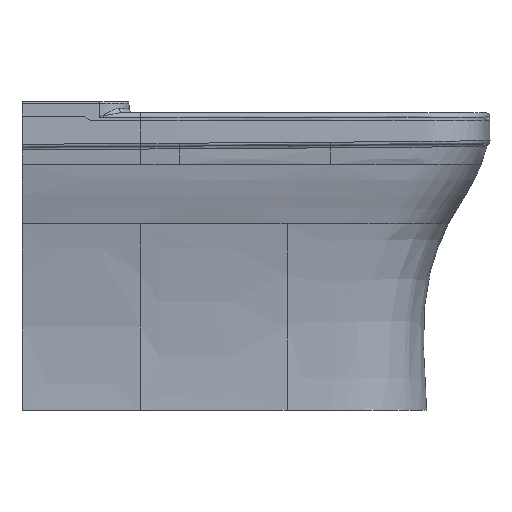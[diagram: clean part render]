
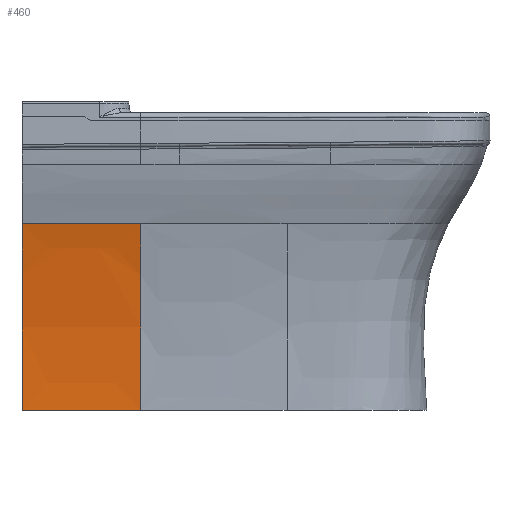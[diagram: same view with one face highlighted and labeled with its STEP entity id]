
A CAD part, left-side view. The second image highlights one B-rep face of the part: STEP entity #460.
In plain terms, the highlighted face is a extrusion surface.
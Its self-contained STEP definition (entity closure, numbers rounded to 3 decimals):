
#123=SURFACE_OF_LINEAR_EXTRUSION('',#3199,#1079);
#460=ADVANCED_FACE('',(#694),#123,.F.);
#694=FACE_OUTER_BOUND('',#910,.T.);
#910=EDGE_LOOP('',(#1618,#1619,#1620,#1621));
#1079=VECTOR('',#3604,1.);
#1618=ORIENTED_EDGE('',*,*,#2463,.F.);
#1619=ORIENTED_EDGE('',*,*,#2465,.F.);
#1620=ORIENTED_EDGE('',*,*,#2753,.T.);
#1621=ORIENTED_EDGE('',*,*,#2754,.T.);
#2137=VERTEX_POINT('',#3858);
#2138=VERTEX_POINT('',#3871);
#2139=VERTEX_POINT('',#3888);
#2336=VERTEX_POINT('',#16787);
#2463=EDGE_CURVE('',#2137,#2138,#2975,.T.);
#2465=EDGE_CURVE('',#2139,#2137,#2977,.T.);
#2753=EDGE_CURVE('',#2139,#2336,#3197,.T.);
#2754=EDGE_CURVE('',#2336,#2138,#3198,.T.);
#2975=B_SPLINE_CURVE_WITH_KNOTS('',3,(#3859,#3860,#3861,#3862,#3863,#3864,
#3865,#3866,#3867,#3868,#3869,#3870),.UNSPECIFIED.,.F.,.F.,(4,2,2,2,2,4),
(0.,0.125,0.25,0.5,0.75,1.),.UNSPECIFIED.);
#2977=B_SPLINE_CURVE_WITH_KNOTS('',3,(#3884,#3885,#3886,#3887),
 .UNSPECIFIED.,.F.,.F.,(4,4),(0.,1.),.UNSPECIFIED.);
#3197=B_SPLINE_CURVE_WITH_KNOTS('',3,(#16770,#16771,#16772,#16773,#16774,
#16775,#16776,#16777,#16778,#16779,#16780,#16781,#16782,#16783,#16784,#16785,
#16786),.UNSPECIFIED.,.F.,.F.,(4,3,1,1,1,1,1,1,1,1,1,1,4),(0.,0.,
0.036,0.054,0.072,0.109,
0.145,0.29,0.434,0.579,
0.724,0.869,1.),.UNSPECIFIED.);
#3198=B_SPLINE_CURVE_WITH_KNOTS('',1,(#16788,#16789),.UNSPECIFIED.,.F.,
 .F.,(2,2),(0.,1.),.UNSPECIFIED.);
#3199=B_SPLINE_CURVE_WITH_KNOTS('',3,(#16790,#16791,#16792,#16793,#16794,
#16795,#16796,#16797,#16798,#16799,#16800,#16801,#16802,#16803,#16804,#16805,
#16806,#16807,#16808),.UNSPECIFIED.,.F.,.F.,(4,1,1,1,1,1,1,1,1,1,1,1,1,
3,4),(0.,0.062,0.124,0.248,0.371,
0.495,0.619,0.743,0.866,
0.897,0.928,0.944,0.959,
0.99,1.),.UNSPECIFIED.);
#3604=DIRECTION('',(0.,1.,0.));
#3858=CARTESIAN_POINT('',(-132.628,-94.809,-449.179));
#3859=CARTESIAN_POINT('',(-132.628,-94.809,-449.179));
#3860=CARTESIAN_POINT('',(-132.325,-94.809,-438.642));
#3861=CARTESIAN_POINT('',(-132.089,-94.809,-428.105));
#3862=CARTESIAN_POINT('',(-132.146,-94.809,-407.035));
#3863=CARTESIAN_POINT('',(-132.361,-94.809,-396.502));
#3864=CARTESIAN_POINT('',(-133.488,-94.809,-364.906));
#3865=CARTESIAN_POINT('',(-134.862,-94.809,-343.863));
#3866=CARTESIAN_POINT('',(-138.718,-94.809,-301.889));
#3867=CARTESIAN_POINT('',(-141.187,-94.809,-280.941));
#3868=CARTESIAN_POINT('',(-147.325,-94.809,-239.306));
#3869=CARTESIAN_POINT('',(-150.981,-94.809,-218.596));
#3870=CARTESIAN_POINT('',(-155.458,-94.809,-198.037));
#3871=CARTESIAN_POINT('',(-155.458,-94.809,-198.037));
#3884=CARTESIAN_POINT('',(-132.625,-254.789,-449.097));
#3885=CARTESIAN_POINT('',(-132.626,-201.462,-449.124));
#3886=CARTESIAN_POINT('',(-132.627,-148.136,-449.152));
#3887=CARTESIAN_POINT('',(-132.628,-94.809,-449.179));
#3888=CARTESIAN_POINT('',(-132.625,-254.789,-449.097));
#16770=CARTESIAN_POINT('',(-132.625,-254.789,-449.097));
#16771=CARTESIAN_POINT('',(-132.625,-254.789,-449.097));
#16772=CARTESIAN_POINT('',(-132.625,-254.789,-449.097));
#16773=CARTESIAN_POINT('',(-132.625,-254.789,-449.097));
#16774=CARTESIAN_POINT('',(-132.538,-254.789,-446.049));
#16775=CARTESIAN_POINT('',(-132.408,-254.789,-441.477));
#16776=CARTESIAN_POINT('',(-132.266,-254.789,-435.379));
#16777=CARTESIAN_POINT('',(-132.156,-254.789,-429.282));
#16778=CARTESIAN_POINT('',(-132.1,-254.789,-421.658));
#16779=CARTESIAN_POINT('',(-132.16,-254.789,-403.362));
#16780=CARTESIAN_POINT('',(-132.939,-254.789,-375.924));
#16781=CARTESIAN_POINT('',(-135.197,-254.789,-339.397));
#16782=CARTESIAN_POINT('',(-138.604,-254.789,-302.959));
#16783=CARTESIAN_POINT('',(-143.108,-254.789,-266.639));
#16784=CARTESIAN_POINT('',(-148.651,-254.789,-231.635));
#16785=CARTESIAN_POINT('',(-153.109,-254.789,-208.824));
#16786=CARTESIAN_POINT('',(-155.458,-254.789,-198.037));
#16787=CARTESIAN_POINT('',(-155.458,-254.798,-198.037));
#16788=CARTESIAN_POINT('',(-155.458,-254.811,-198.037));
#16789=CARTESIAN_POINT('',(-155.458,-94.809,-198.037));
#16790=CARTESIAN_POINT('',(-165.098,-254.793,-159.156));
#16791=CARTESIAN_POINT('',(-163.444,-254.793,-165.026));
#16792=CARTESIAN_POINT('',(-160.321,-254.793,-176.818));
#16793=CARTESIAN_POINT('',(-154.735,-254.793,-200.568));
#16794=CARTESIAN_POINT('',(-148.832,-254.793,-230.492));
#16795=CARTESIAN_POINT('',(-143.108,-254.793,-266.639));
#16796=CARTESIAN_POINT('',(-138.604,-254.793,-302.959));
#16797=CARTESIAN_POINT('',(-135.197,-254.793,-339.397));
#16798=CARTESIAN_POINT('',(-132.939,-254.793,-375.924));
#16799=CARTESIAN_POINT('',(-132.16,-254.793,-403.362));
#16800=CARTESIAN_POINT('',(-132.1,-254.793,-421.658));
#16801=CARTESIAN_POINT('',(-132.156,-254.793,-429.282));
#16802=CARTESIAN_POINT('',(-132.266,-254.793,-435.379));
#16803=CARTESIAN_POINT('',(-132.408,-254.793,-441.477));
#16804=CARTESIAN_POINT('',(-132.538,-254.793,-446.049));
#16805=CARTESIAN_POINT('',(-132.625,-254.793,-449.097));
#16806=CARTESIAN_POINT('',(-132.653,-254.793,-450.072));
#16807=CARTESIAN_POINT('',(-132.681,-254.793,-451.048));
#16808=CARTESIAN_POINT('',(-132.709,-254.793,-452.023));
